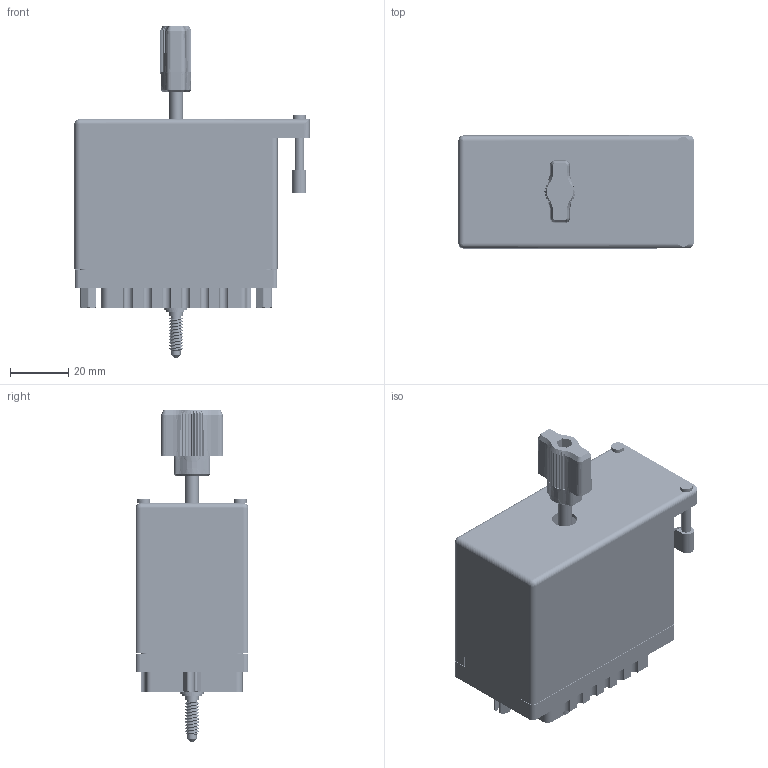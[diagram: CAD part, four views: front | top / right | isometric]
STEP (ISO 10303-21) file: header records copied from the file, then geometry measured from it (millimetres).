
FILE_DESCRIPTION (( 'STEP AP203' ), '1' );
FILE_NAME ('516-120-500-451.STEP', '2020-03-07T00:56:33', ( '' ), ( '' ), 'SwSTEP 2.0', 'SolidWorks 2016', '' );
FILE_SCHEMA (( 'CONFIG_CONTROL_DESIGN' ));
Length unit declared in the file: inch
Products named in the file (14): 516-250-091-111; 516-251-095-100; Actuating Screw Assy 090-120; 516-221-090-102_090; 516-253-095-100; 516-221-090-102_091; 516-252-091-102; 516-253-190-107; 516-230-001_Metal - 120 Side Entry; 516-254-091-109; 516 Part Receptacle_120; 516-292-001_500 Contact; Grub Screw; 516-120-500-451
Assembly tree (134 placements, depth 3):
  516-120-500-451
    516 Part Receptacle_120
    516-292-001_500 Contact  x120
    516-230-001_Metal - 120 Side Entry
    516-252-091-102  x2
    516-221-090-102_090
    Actuating Screw Assy 090-120
      516-251-095-100
      516-254-091-109
      516-253-095-100  x2
      516-253-190-107
      516-250-091-111
      Grub Screw
    516-221-090-102_091
Bounding box: 81.03 x 38.86 x 114.34 mm (x, y, z)
Volume: 53059.4 mm3; surface area: 92552.1 mm2
Topology: 133 solids, 133 shells, 12130 faces, 35165 edges, 23320 vertices
Faces by surface type: plane 7143, cylinder 4130, bspline 759, cone 96, sphere 2
Entity records: 118890 total; most frequent: CARTESIAN_POINT 31154, ORIENTED_EDGE 17778, DIRECTION 17083, EDGE_CURVE 8889, LINE 6221, VECTOR 6221, VERTEX_POINT 5886, AXIS2_PLACEMENT_3D 5431
